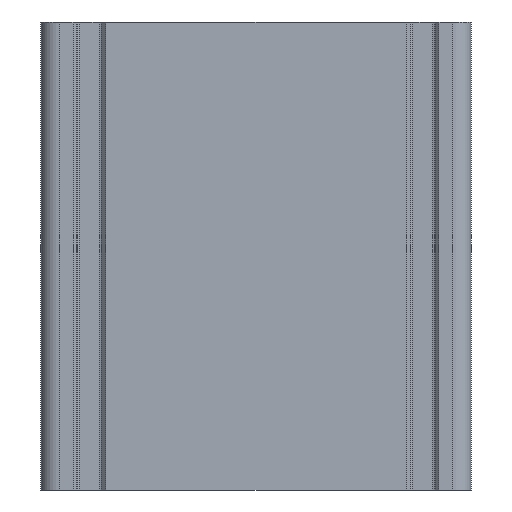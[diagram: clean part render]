
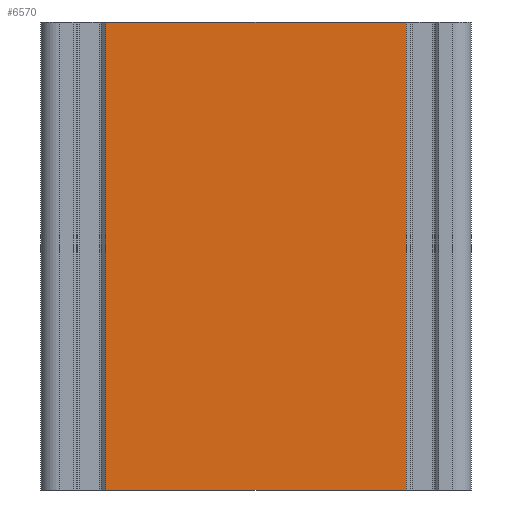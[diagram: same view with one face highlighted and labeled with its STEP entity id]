
A CAD part, front view. The second image highlights one B-rep face of the part: STEP entity #6570.
In plain terms, the highlighted planar face has unit normal (0, -1, 0).
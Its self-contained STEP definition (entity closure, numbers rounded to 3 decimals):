
#6545 = VERTEX_POINT('',#6546);
#6546 = CARTESIAN_POINT('',(39.05,0.,50.));
#6552 = EDGE_CURVE('',#6553,#6545,#6555,.T.);
#6553 = VERTEX_POINT('',#6554);
#6554 = CARTESIAN_POINT('',(39.05,0.,0.));
#6555 = LINE('',#6556,#6557);
#6556 = CARTESIAN_POINT('',(39.05,0.,0.));
#6557 = VECTOR('',#6558,1.);
#6558 = DIRECTION('',(0.,0.,1.));
#6570 = ADVANCED_FACE('',(#6571),#6596,.T.);
#6571 = FACE_BOUND('',#6572,.T.);
#6572 = EDGE_LOOP('',(#6573,#6574,#6582,#6590));
#6573 = ORIENTED_EDGE('',*,*,#6552,.T.);
#6574 = ORIENTED_EDGE('',*,*,#6575,.T.);
#6575 = EDGE_CURVE('',#6545,#6576,#6578,.T.);
#6576 = VERTEX_POINT('',#6577);
#6577 = CARTESIAN_POINT('',(6.95,0.,50.));
#6578 = LINE('',#6579,#6580);
#6579 = CARTESIAN_POINT('',(39.05,0.,50.));
#6580 = VECTOR('',#6581,1.);
#6581 = DIRECTION('',(-1.,0.,0.));
#6582 = ORIENTED_EDGE('',*,*,#6583,.F.);
#6583 = EDGE_CURVE('',#6584,#6576,#6586,.T.);
#6584 = VERTEX_POINT('',#6585);
#6585 = CARTESIAN_POINT('',(6.95,0.,0.));
#6586 = LINE('',#6587,#6588);
#6587 = CARTESIAN_POINT('',(6.95,0.,0.));
#6588 = VECTOR('',#6589,1.);
#6589 = DIRECTION('',(0.,0.,1.));
#6590 = ORIENTED_EDGE('',*,*,#6591,.F.);
#6591 = EDGE_CURVE('',#6553,#6584,#6592,.T.);
#6592 = LINE('',#6593,#6594);
#6593 = CARTESIAN_POINT('',(39.05,0.,0.));
#6594 = VECTOR('',#6595,1.);
#6595 = DIRECTION('',(-1.,0.,0.));
#6596 = PLANE('',#6597);
#6597 = AXIS2_PLACEMENT_3D('',#6598,#6599,#6600);
#6598 = CARTESIAN_POINT('',(39.05,0.,0.));
#6599 = DIRECTION('',(0.,-1.,0.));
#6600 = DIRECTION('',(-1.,0.,0.));
